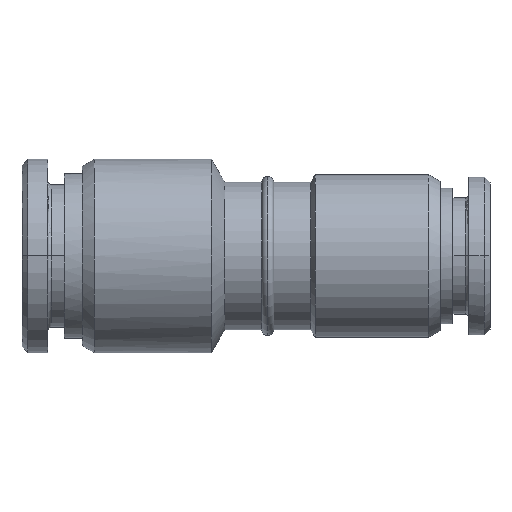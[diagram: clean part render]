
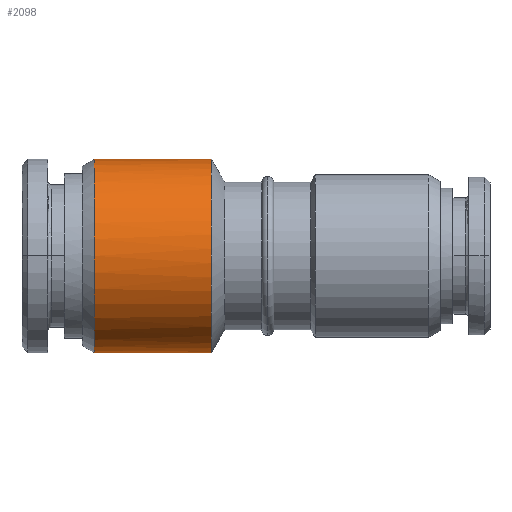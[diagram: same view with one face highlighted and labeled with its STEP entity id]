
A CAD part, top view. The second image highlights one B-rep face of the part: STEP entity #2098.
In plain terms, the highlighted cylindrical face has radius 8.2 mm (diameter 16.4 mm), a partial arc.
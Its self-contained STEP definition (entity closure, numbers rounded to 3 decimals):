
#1965=CARTESIAN_POINT('Axis2P3D Location',(-14.18,0.,0.)) ;
#1969=CARTESIAN_POINT('Vertex',(-14.18,-8.2,0.)) ;
#1971=CARTESIAN_POINT('Vertex',(-14.18,8.2,0.)) ;
#2056=CARTESIAN_POINT('Axis2P3D Location',(-15.785,0.,0.)) ;
#2061=CARTESIAN_POINT('Line Origine',(-15.785,8.2,0.)) ;
#2065=CARTESIAN_POINT('Vertex',(-4.226,8.2,0.)) ;
#2068=CARTESIAN_POINT('Line Origine',(-15.785,-8.2,0.)) ;
#2072=CARTESIAN_POINT('Vertex',(-4.226,-8.2,0.)) ;
#2076=CARTESIAN_POINT('Control Point',(-4.226,8.2,0.)) ;
#2077=CARTESIAN_POINT('Control Point',(-4.226,8.2,1.288)) ;
#2078=CARTESIAN_POINT('Control Point',(-4.226,7.947,2.576)) ;
#2079=CARTESIAN_POINT('Control Point',(-4.226,7.441,3.798)) ;
#2080=CARTESIAN_POINT('Control Point',(-4.226,5.977,5.977)) ;
#2081=CARTESIAN_POINT('Control Point',(-4.226,3.798,7.441)) ;
#2082=CARTESIAN_POINT('Control Point',(-4.226,2.576,7.947)) ;
#2083=CARTESIAN_POINT('Control Point',(-4.226,0.,8.453)) ;
#2084=CARTESIAN_POINT('Control Point',(-4.226,-2.576,7.947)) ;
#2085=CARTESIAN_POINT('Control Point',(-4.226,-3.798,7.441)) ;
#2086=CARTESIAN_POINT('Control Point',(-4.226,-5.977,5.977)) ;
#2087=CARTESIAN_POINT('Control Point',(-4.226,-7.441,3.798)) ;
#2088=CARTESIAN_POINT('Control Point',(-4.226,-7.947,2.576)) ;
#2089=CARTESIAN_POINT('Control Point',(-4.226,-8.2,1.288)) ;
#2090=CARTESIAN_POINT('Control Point',(-4.226,-8.2,0.)) ;
#1966=DIRECTION('Axis2P3D Direction',(1.,0.,0.)) ;
#2057=DIRECTION('Axis2P3D Direction',(1.,0.,0.)) ;
#2058=DIRECTION('Axis2P3D XDirection',(0.,1.,0.)) ;
#2062=DIRECTION('Vector Direction',(1.,0.,0.)) ;
#2069=DIRECTION('Vector Direction',(1.,0.,0.)) ;
#1967=AXIS2_PLACEMENT_3D('Circle Axis2P3D',#1965,#1966,$) ;
#2059=AXIS2_PLACEMENT_3D('Cylinder Axis2P3D',#2056,#2057,#2058) ;
#2093=ORIENTED_EDGE('',*,*,#2067,.F.) ;
#2094=ORIENTED_EDGE('',*,*,#1973,.F.) ;
#2095=ORIENTED_EDGE('',*,*,#2074,.T.) ;
#2096=ORIENTED_EDGE('',*,*,#2091,.F.) ;
#2063=VECTOR('Line Direction',#2062,1.) ;
#2070=VECTOR('Line Direction',#2069,1.) ;
#2098=ADVANCED_FACE('MANIFOLD_SOLID_BREP #2149',(#2097),#2060,.T.) ;
#2075=B_SPLINE_CURVE_WITH_KNOTS('',5,(#2076,#2077,#2078,#2079,#2080,#2081,#2082,#2083,#2084,#2085,#2086,#2087,#2088,#2089,#2090),.UNSPECIFIED.,.F.,.U.,(6,3,3,3,6),(-12.881,-6.44,0.,6.44,12.881),.UNSPECIFIED.) ;
#1968=CIRCLE('generated circle',#1967,8.2) ;
#2060=CYLINDRICAL_SURFACE('generated cylinder',#2059,8.2) ;
#1973=EDGE_CURVE('',#1970,#1972,#1968,.F.) ;
#2067=EDGE_CURVE('',#1972,#2066,#2064,.T.) ;
#2074=EDGE_CURVE('',#1970,#2073,#2071,.T.) ;
#2091=EDGE_CURVE('',#2066,#2073,#2075,.T.) ;
#2092=EDGE_LOOP('',(#2093,#2094,#2095,#2096)) ;
#2097=FACE_OUTER_BOUND('',#2092,.T.) ;
#2064=LINE('Line',#2061,#2063) ;
#2071=LINE('Line',#2068,#2070) ;
#1970=VERTEX_POINT('',#1969) ;
#1972=VERTEX_POINT('',#1971) ;
#2066=VERTEX_POINT('',#2065) ;
#2073=VERTEX_POINT('',#2072) ;
